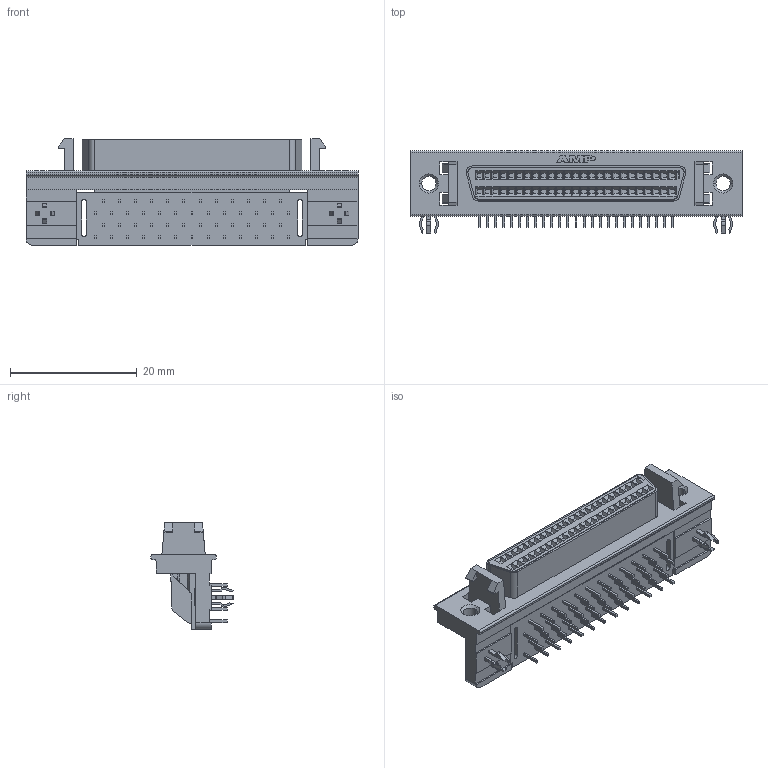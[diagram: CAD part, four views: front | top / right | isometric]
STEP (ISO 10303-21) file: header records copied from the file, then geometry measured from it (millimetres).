
FILE_DESCRIPTION((''),'2;1');
FILE_NAME('C-5787395-5','2009-01-30T',('workeradm'),('Tyco Electronics Corporation'),'PRO/ENGINEER BY PARAMETRIC TECHNOLOGY CORPORATION, 2005450','PRO/ENGINEER BY PARAMETRIC TECHNOLOGY CORPORATION, 2005450','');
FILE_SCHEMA(('CONFIG_CONTROL_DESIGN', 'GEOMETRIC_VALIDATION_PROPERTIES_MIM'));
Length unit declared in the file: millimetre
Products named in the file (1): C-5787395-5
Bounding box: 52.45 x 12.98 x 16.89 mm (x, y, z)
Volume: 4015.3 mm3; surface area: 3748 mm2
Topology: 1 solids, 1 shells, 850 faces, 2179 edges, 1446 vertices
Faces by surface type: plane 764, cylinder 76, cone 8, extrusion 2
Entity records: 25530 total; most frequent: CARTESIAN_POINT 4510, ORIENTED_EDGE 4358, DIRECTION 4033, EDGE_CURVE 2179, VECTOR 2017, LINE 2015, VERTEX_POINT 1446, AXIS2_PLACEMENT_3D 1008
